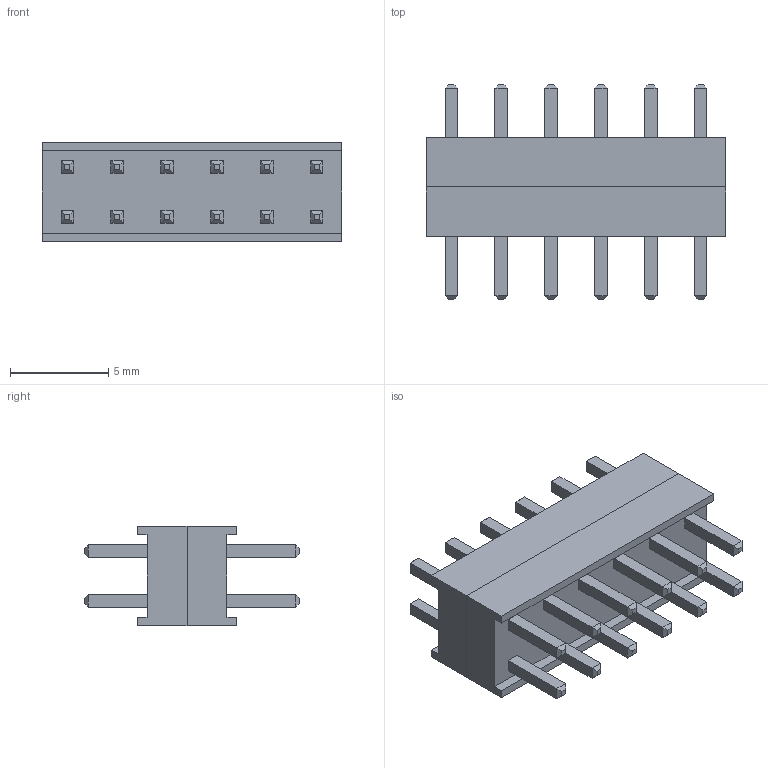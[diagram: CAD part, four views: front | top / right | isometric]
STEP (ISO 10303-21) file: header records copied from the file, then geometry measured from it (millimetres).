
FILE_DESCRIPTION( ( 'STEP AP214' ), '1' );
FILE_NAME( 'ZW-06-07-T-D-200-125.stp', '2022-02-04T21:04:16', ( 'License CC BY-ND 4.0' ), ( 'CADENAS' ), ' ', 'PARTsolutions', ' ' );
FILE_SCHEMA( ( 'AUTOMOTIVE_DESIGN { 1 0 10303 214 1 1 1 1 }' ) );
Length unit declared in the file: inch
Products named in the file (4): ZW-06-07-T-D-200-125; _ZW-06-07-G-D-200-125bbody; _ZW-06-07-G-D-200-125_pins; _ZW-06-07-G-D-200-125_top_body
Assembly tree (3 placements, depth 2):
  ZW-06-07-T-D-200-125
    _ZW-06-07-G-D-200-125bbody
    _ZW-06-07-G-D-200-125_pins
    _ZW-06-07-G-D-200-125_top_body
Bounding box: 15.24 x 10.92 x 5.08 mm (x, y, z)
Volume: 371.3 mm3; surface area: 1064.9 mm2
Topology: 3 solids, 3 shells, 334 faces, 828 edges, 520 vertices
Faces by surface type: plane 334
Entity records: 12402 total; most frequent: CARTESIAN_POINT 1686, ORIENTED_EDGE 1656, DIRECTION 1504, EDGE_CURVE 828, LINE 828, VECTOR 828, VERTEX_POINT 520, EDGE_LOOP 402
